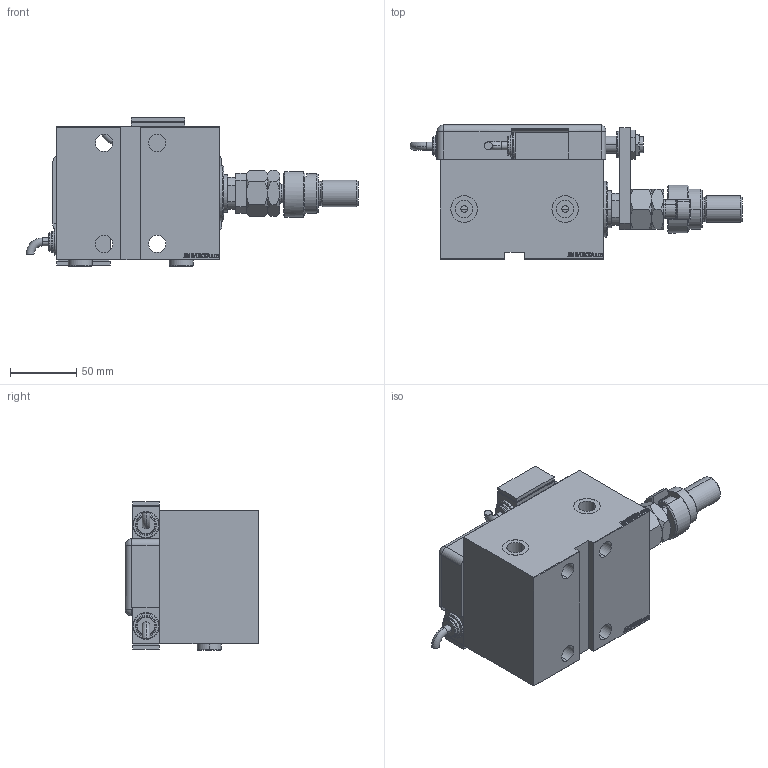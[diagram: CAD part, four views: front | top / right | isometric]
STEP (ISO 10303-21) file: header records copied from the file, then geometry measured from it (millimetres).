
FILE_DESCRIPTION (( 'STEP AP203' ), '1' );
FILE_NAME ('fef0.STEP', '2024-02-12T03:13:32', ( '' ), ( '' ), 'SwSTEP 2.0', 'SolidWorks 2019', '' );
FILE_SCHEMA (( 'CONFIG_CONTROL_DESIGN' ));
Length unit declared in the file: millimetre
Products named in the file (17): SWITCH Q 0ece28fd3eee24681c2c7b500ddf8a09; V450CM_E_VCP 0ece28fd3eee24681c2c7b500ddf8a09; V450CM_E_Body 0ece28fd3eee24681c2c7b500ddf8a09; NUT_D19 0ece28fd3eee24681c2c7b500ddf8a09; FEMALE_PART_FOR_DFA 0ece28fd3eee24681c2c7b500ddf8a09; fef0; V450CM_VC_B 0ece28fd3eee24681c2c7b500ddf8a09; MFA 0ece28fd3eee24681c2c7b500ddf8a09; KRYT 0ece28fd3eee24681c2c7b500ddf8a09; SWITCH_Q_FRONT_BACK 0ece28fd3eee24681c2c7b500ddf8a09; NUT_D13 0ece28fd3eee24681c2c7b500ddf8a09; Zatka_OIL_PORT 0ece28fd3eee24681c2c7b500ddf8a09; Q_T_W_DFA 0ece28fd3eee24681c2c7b500ddf8a09; MAGNETIC SWITCH Q 0ece28fd3eee24681c2c7b500ddf8a09; SWITCH DIM A_G 0ece28fd3eee24681c2c7b500ddf8a09; ZARAZKA_Q 0ece28fd3eee24681c2c7b500ddf8a09; TYC 0ece28fd3eee24681c2c7b500ddf8a09
Assembly tree (18 placements, depth 3):
  fef0
    V450CM_E_Body 0ece28fd3eee24681c2c7b500ddf8a09
    V450CM_E_VCP 0ece28fd3eee24681c2c7b500ddf8a09
    V450CM_VC_B 0ece28fd3eee24681c2c7b500ddf8a09
    MAGNETIC SWITCH Q 0ece28fd3eee24681c2c7b500ddf8a09
      SWITCH_Q_FRONT_BACK 0ece28fd3eee24681c2c7b500ddf8a09
      TYC 0ece28fd3eee24681c2c7b500ddf8a09
      ZARAZKA_Q 0ece28fd3eee24681c2c7b500ddf8a09
      SWITCH DIM A_G 0ece28fd3eee24681c2c7b500ddf8a09
      NUT_D19 0ece28fd3eee24681c2c7b500ddf8a09
      NUT_D13 0ece28fd3eee24681c2c7b500ddf8a09
      KRYT 0ece28fd3eee24681c2c7b500ddf8a09
      SWITCH Q 0ece28fd3eee24681c2c7b500ddf8a09  x2
    Q_T_W_DFA 0ece28fd3eee24681c2c7b500ddf8a09
      FEMALE_PART_FOR_DFA 0ece28fd3eee24681c2c7b500ddf8a09
      MFA 0ece28fd3eee24681c2c7b500ddf8a09
    Zatka_OIL_PORT 0ece28fd3eee24681c2c7b500ddf8a09  x2
Bounding box: 249.76 x 100.8 x 111.9 mm (x, y, z)
Volume: 1000540.5 mm3; surface area: 196760.1 mm2
Topology: 17 solids, 17 shells, 1381 faces, 3454 edges, 2259 vertices
Faces by surface type: plane 680, bspline 471, cylinder 136, cone 66, torus 26, sphere 2
Entity records: 62971 total; most frequent: CARTESIAN_POINT 32453, ORIENTED_EDGE 6632, DIRECTION 4396, EDGE_CURVE 3316, VERTEX_POINT 2175, VECTOR 1940, LINE 1940, EDGE_LOOP 1501
